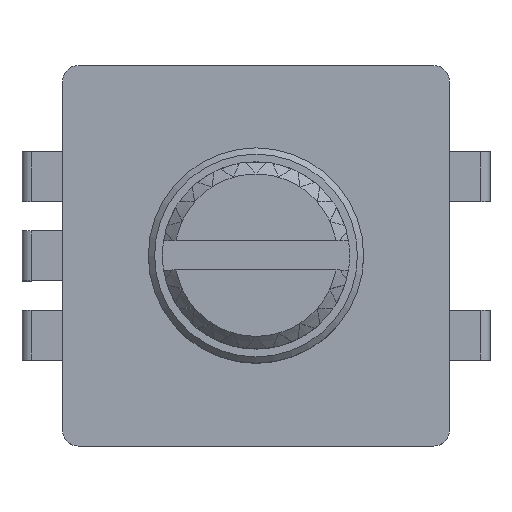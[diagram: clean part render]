
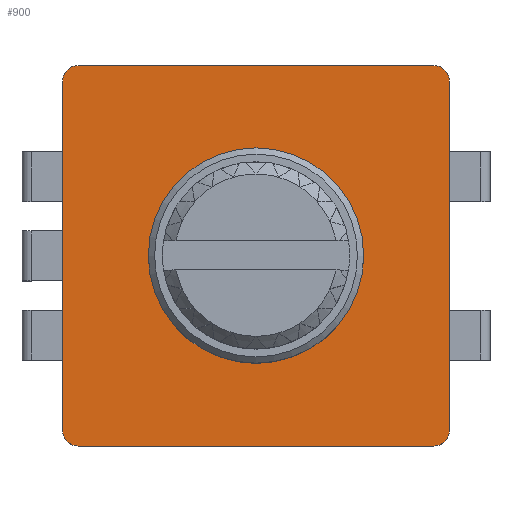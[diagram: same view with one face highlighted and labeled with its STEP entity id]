
A CAD part, top view. The second image highlights one B-rep face of the part: STEP entity #900.
In plain terms, the highlighted planar face has unit normal (0, 0, 1).
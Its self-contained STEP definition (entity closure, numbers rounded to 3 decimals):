
#743 = CYLINDRICAL_SURFACE('',#744,3.45);
#744 = AXIS2_PLACEMENT_3D('',#745,#746,#747);
#745 = CARTESIAN_POINT('',(0.,0.,4.3));
#746 = DIRECTION('',(0.,0.,1.));
#747 = DIRECTION('',(1.,0.,0.));
#794 = EDGE_CURVE('',#795,#795,#797,.T.);
#795 = VERTEX_POINT('',#796);
#796 = CARTESIAN_POINT('',(3.45,0.,4.6));
#797 = SURFACE_CURVE('',#798,(#803,#810),.PCURVE_S1.);
#798 = CIRCLE('',#799,3.45);
#799 = AXIS2_PLACEMENT_3D('',#800,#801,#802);
#800 = CARTESIAN_POINT('',(0.,0.,4.6));
#801 = DIRECTION('',(-0.,0.,1.));
#802 = DIRECTION('',(1.,0.,0.));
#803 = PCURVE('',#743,#804);
#804 = DEFINITIONAL_REPRESENTATION('',(#805),#809);
#805 = LINE('',#806,#807);
#806 = CARTESIAN_POINT('',(-6.283,0.3));
#807 = VECTOR('',#808,1.);
#808 = DIRECTION('',(1.,-0.));
#809 = ( GEOMETRIC_REPRESENTATION_CONTEXT(2) 
PARAMETRIC_REPRESENTATION_CONTEXT() REPRESENTATION_CONTEXT('2D SPACE',''
  ) );
#810 = PCURVE('',#811,#816);
#811 = PLANE('',#812);
#812 = AXIS2_PLACEMENT_3D('',#813,#814,#815);
#813 = CARTESIAN_POINT('',(-6.2,-5.6,4.6));
#814 = DIRECTION('',(0.,0.,1.));
#815 = DIRECTION('',(1.,0.,0.));
#816 = DEFINITIONAL_REPRESENTATION('',(#817),#821);
#817 = CIRCLE('',#818,3.45);
#818 = AXIS2_PLACEMENT_2D('',#819,#820);
#819 = CARTESIAN_POINT('',(6.2,5.6));
#820 = DIRECTION('',(1.,0.));
#821 = ( GEOMETRIC_REPRESENTATION_CONTEXT(2) 
PARAMETRIC_REPRESENTATION_CONTEXT() REPRESENTATION_CONTEXT('2D SPACE',''
  ) );
#900 = ADVANCED_FACE('',(#901,#1131),#811,.T.);
#901 = FACE_BOUND('',#902,.T.);
#902 = EDGE_LOOP('',(#903,#933,#962,#990,#1019,#1047,#1076,#1104));
#903 = ORIENTED_EDGE('',*,*,#904,.F.);
#904 = EDGE_CURVE('',#905,#907,#909,.T.);
#905 = VERTEX_POINT('',#906);
#906 = CARTESIAN_POINT('',(-6.2,-5.6,4.6));
#907 = VERTEX_POINT('',#908);
#908 = CARTESIAN_POINT('',(-6.2,5.6,4.6));
#909 = SURFACE_CURVE('',#910,(#914,#921),.PCURVE_S1.);
#910 = LINE('',#911,#912);
#911 = CARTESIAN_POINT('',(-6.2,-5.6,4.6));
#912 = VECTOR('',#913,1.);
#913 = DIRECTION('',(0.,1.,0.));
#914 = PCURVE('',#811,#915);
#915 = DEFINITIONAL_REPRESENTATION('',(#916),#920);
#916 = LINE('',#917,#918);
#917 = CARTESIAN_POINT('',(0.,0.));
#918 = VECTOR('',#919,1.);
#919 = DIRECTION('',(0.,1.));
#920 = ( GEOMETRIC_REPRESENTATION_CONTEXT(2) 
PARAMETRIC_REPRESENTATION_CONTEXT() REPRESENTATION_CONTEXT('2D SPACE',''
  ) );
#921 = PCURVE('',#922,#927);
#922 = PLANE('',#923);
#923 = AXIS2_PLACEMENT_3D('',#924,#925,#926);
#924 = CARTESIAN_POINT('',(-6.2,-5.6,0.));
#925 = DIRECTION('',(-1.,0.,0.));
#926 = DIRECTION('',(0.,1.,0.));
#927 = DEFINITIONAL_REPRESENTATION('',(#928),#932);
#928 = LINE('',#929,#930);
#929 = CARTESIAN_POINT('',(0.,-4.6));
#930 = VECTOR('',#931,1.);
#931 = DIRECTION('',(1.,0.));
#932 = ( GEOMETRIC_REPRESENTATION_CONTEXT(2) 
PARAMETRIC_REPRESENTATION_CONTEXT() REPRESENTATION_CONTEXT('2D SPACE',''
  ) );
#933 = ORIENTED_EDGE('',*,*,#934,.T.);
#934 = EDGE_CURVE('',#905,#935,#937,.T.);
#935 = VERTEX_POINT('',#936);
#936 = CARTESIAN_POINT('',(-5.7,-6.1,4.6));
#937 = SURFACE_CURVE('',#938,(#943,#950),.PCURVE_S1.);
#938 = CIRCLE('',#939,0.5);
#939 = AXIS2_PLACEMENT_3D('',#940,#941,#942);
#940 = CARTESIAN_POINT('',(-5.7,-5.6,4.6));
#941 = DIRECTION('',(0.,0.,1.));
#942 = DIRECTION('',(1.,0.,0.));
#943 = PCURVE('',#811,#944);
#944 = DEFINITIONAL_REPRESENTATION('',(#945),#949);
#945 = CIRCLE('',#946,0.5);
#946 = AXIS2_PLACEMENT_2D('',#947,#948);
#947 = CARTESIAN_POINT('',(0.5,0.));
#948 = DIRECTION('',(1.,0.));
#949 = ( GEOMETRIC_REPRESENTATION_CONTEXT(2) 
PARAMETRIC_REPRESENTATION_CONTEXT() REPRESENTATION_CONTEXT('2D SPACE',''
  ) );
#950 = PCURVE('',#951,#956);
#951 = CYLINDRICAL_SURFACE('',#952,0.5);
#952 = AXIS2_PLACEMENT_3D('',#953,#954,#955);
#953 = CARTESIAN_POINT('',(-5.7,-5.6,0.));
#954 = DIRECTION('',(-0.,-0.,-1.));
#955 = DIRECTION('',(1.,0.,0.));
#956 = DEFINITIONAL_REPRESENTATION('',(#957),#961);
#957 = LINE('',#958,#959);
#958 = CARTESIAN_POINT('',(-0.,-4.6));
#959 = VECTOR('',#960,1.);
#960 = DIRECTION('',(-1.,0.));
#961 = ( GEOMETRIC_REPRESENTATION_CONTEXT(2) 
PARAMETRIC_REPRESENTATION_CONTEXT() REPRESENTATION_CONTEXT('2D SPACE',''
  ) );
#962 = ORIENTED_EDGE('',*,*,#963,.F.);
#963 = EDGE_CURVE('',#964,#935,#966,.T.);
#964 = VERTEX_POINT('',#965);
#965 = CARTESIAN_POINT('',(5.7,-6.1,4.6));
#966 = SURFACE_CURVE('',#967,(#971,#978),.PCURVE_S1.);
#967 = LINE('',#968,#969);
#968 = CARTESIAN_POINT('',(5.7,-6.1,4.6));
#969 = VECTOR('',#970,1.);
#970 = DIRECTION('',(-1.,0.,0.));
#971 = PCURVE('',#811,#972);
#972 = DEFINITIONAL_REPRESENTATION('',(#973),#977);
#973 = LINE('',#974,#975);
#974 = CARTESIAN_POINT('',(11.9,-0.5));
#975 = VECTOR('',#976,1.);
#976 = DIRECTION('',(-1.,0.));
#977 = ( GEOMETRIC_REPRESENTATION_CONTEXT(2) 
PARAMETRIC_REPRESENTATION_CONTEXT() REPRESENTATION_CONTEXT('2D SPACE',''
  ) );
#978 = PCURVE('',#979,#984);
#979 = PLANE('',#980);
#980 = AXIS2_PLACEMENT_3D('',#981,#982,#983);
#981 = CARTESIAN_POINT('',(4.5,-6.1,0.));
#982 = DIRECTION('',(0.,-1.,0.));
#983 = DIRECTION('',(0.,0.,-1.));
#984 = DEFINITIONAL_REPRESENTATION('',(#985),#989);
#985 = LINE('',#986,#987);
#986 = CARTESIAN_POINT('',(-4.6,1.2));
#987 = VECTOR('',#988,1.);
#988 = DIRECTION('',(0.,-1.));
#989 = ( GEOMETRIC_REPRESENTATION_CONTEXT(2) 
PARAMETRIC_REPRESENTATION_CONTEXT() REPRESENTATION_CONTEXT('2D SPACE',''
  ) );
#990 = ORIENTED_EDGE('',*,*,#991,.T.);
#991 = EDGE_CURVE('',#964,#992,#994,.T.);
#992 = VERTEX_POINT('',#993);
#993 = CARTESIAN_POINT('',(6.2,-5.6,4.6));
#994 = SURFACE_CURVE('',#995,(#1000,#1007),.PCURVE_S1.);
#995 = CIRCLE('',#996,0.5);
#996 = AXIS2_PLACEMENT_3D('',#997,#998,#999);
#997 = CARTESIAN_POINT('',(5.7,-5.6,4.6));
#998 = DIRECTION('',(0.,0.,1.));
#999 = DIRECTION('',(1.,0.,0.));
#1000 = PCURVE('',#811,#1001);
#1001 = DEFINITIONAL_REPRESENTATION('',(#1002),#1006);
#1002 = CIRCLE('',#1003,0.5);
#1003 = AXIS2_PLACEMENT_2D('',#1004,#1005);
#1004 = CARTESIAN_POINT('',(11.9,0.));
#1005 = DIRECTION('',(1.,0.));
#1006 = ( GEOMETRIC_REPRESENTATION_CONTEXT(2) 
PARAMETRIC_REPRESENTATION_CONTEXT() REPRESENTATION_CONTEXT('2D SPACE',''
  ) );
#1007 = PCURVE('',#1008,#1013);
#1008 = CYLINDRICAL_SURFACE('',#1009,0.5);
#1009 = AXIS2_PLACEMENT_3D('',#1010,#1011,#1012);
#1010 = CARTESIAN_POINT('',(5.7,-5.6,0.));
#1011 = DIRECTION('',(-0.,-0.,-1.));
#1012 = DIRECTION('',(1.,0.,0.));
#1013 = DEFINITIONAL_REPRESENTATION('',(#1014),#1018);
#1014 = LINE('',#1015,#1016);
#1015 = CARTESIAN_POINT('',(-0.,-4.6));
#1016 = VECTOR('',#1017,1.);
#1017 = DIRECTION('',(-1.,0.));
#1018 = ( GEOMETRIC_REPRESENTATION_CONTEXT(2) 
PARAMETRIC_REPRESENTATION_CONTEXT() REPRESENTATION_CONTEXT('2D SPACE',''
  ) );
#1019 = ORIENTED_EDGE('',*,*,#1020,.F.);
#1020 = EDGE_CURVE('',#1021,#992,#1023,.T.);
#1021 = VERTEX_POINT('',#1022);
#1022 = CARTESIAN_POINT('',(6.2,5.6,4.6));
#1023 = SURFACE_CURVE('',#1024,(#1028,#1035),.PCURVE_S1.);
#1024 = LINE('',#1025,#1026);
#1025 = CARTESIAN_POINT('',(6.2,5.6,4.6));
#1026 = VECTOR('',#1027,1.);
#1027 = DIRECTION('',(0.,-1.,0.));
#1028 = PCURVE('',#811,#1029);
#1029 = DEFINITIONAL_REPRESENTATION('',(#1030),#1034);
#1030 = LINE('',#1031,#1032);
#1031 = CARTESIAN_POINT('',(12.4,11.2));
#1032 = VECTOR('',#1033,1.);
#1033 = DIRECTION('',(0.,-1.));
#1034 = ( GEOMETRIC_REPRESENTATION_CONTEXT(2) 
PARAMETRIC_REPRESENTATION_CONTEXT() REPRESENTATION_CONTEXT('2D SPACE',''
  ) );
#1035 = PCURVE('',#1036,#1041);
#1036 = PLANE('',#1037);
#1037 = AXIS2_PLACEMENT_3D('',#1038,#1039,#1040);
#1038 = CARTESIAN_POINT('',(6.2,5.6,0.));
#1039 = DIRECTION('',(1.,0.,0.));
#1040 = DIRECTION('',(0.,-1.,0.));
#1041 = DEFINITIONAL_REPRESENTATION('',(#1042),#1046);
#1042 = LINE('',#1043,#1044);
#1043 = CARTESIAN_POINT('',(0.,-4.6));
#1044 = VECTOR('',#1045,1.);
#1045 = DIRECTION('',(1.,0.));
#1046 = ( GEOMETRIC_REPRESENTATION_CONTEXT(2) 
PARAMETRIC_REPRESENTATION_CONTEXT() REPRESENTATION_CONTEXT('2D SPACE',''
  ) );
#1047 = ORIENTED_EDGE('',*,*,#1048,.T.);
#1048 = EDGE_CURVE('',#1021,#1049,#1051,.T.);
#1049 = VERTEX_POINT('',#1050);
#1050 = CARTESIAN_POINT('',(5.7,6.1,4.6));
#1051 = SURFACE_CURVE('',#1052,(#1057,#1064),.PCURVE_S1.);
#1052 = CIRCLE('',#1053,0.5);
#1053 = AXIS2_PLACEMENT_3D('',#1054,#1055,#1056);
#1054 = CARTESIAN_POINT('',(5.7,5.6,4.6));
#1055 = DIRECTION('',(0.,0.,1.));
#1056 = DIRECTION('',(1.,0.,0.));
#1057 = PCURVE('',#811,#1058);
#1058 = DEFINITIONAL_REPRESENTATION('',(#1059),#1063);
#1059 = CIRCLE('',#1060,0.5);
#1060 = AXIS2_PLACEMENT_2D('',#1061,#1062);
#1061 = CARTESIAN_POINT('',(11.9,11.2));
#1062 = DIRECTION('',(1.,0.));
#1063 = ( GEOMETRIC_REPRESENTATION_CONTEXT(2) 
PARAMETRIC_REPRESENTATION_CONTEXT() REPRESENTATION_CONTEXT('2D SPACE',''
  ) );
#1064 = PCURVE('',#1065,#1070);
#1065 = CYLINDRICAL_SURFACE('',#1066,0.5);
#1066 = AXIS2_PLACEMENT_3D('',#1067,#1068,#1069);
#1067 = CARTESIAN_POINT('',(5.7,5.6,0.));
#1068 = DIRECTION('',(-0.,-0.,-1.));
#1069 = DIRECTION('',(1.,0.,0.));
#1070 = DEFINITIONAL_REPRESENTATION('',(#1071),#1075);
#1071 = LINE('',#1072,#1073);
#1072 = CARTESIAN_POINT('',(-0.,-4.6));
#1073 = VECTOR('',#1074,1.);
#1074 = DIRECTION('',(-1.,0.));
#1075 = ( GEOMETRIC_REPRESENTATION_CONTEXT(2) 
PARAMETRIC_REPRESENTATION_CONTEXT() REPRESENTATION_CONTEXT('2D SPACE',''
  ) );
#1076 = ORIENTED_EDGE('',*,*,#1077,.F.);
#1077 = EDGE_CURVE('',#1078,#1049,#1080,.T.);
#1078 = VERTEX_POINT('',#1079);
#1079 = CARTESIAN_POINT('',(-5.7,6.1,4.6));
#1080 = SURFACE_CURVE('',#1081,(#1085,#1092),.PCURVE_S1.);
#1081 = LINE('',#1082,#1083);
#1082 = CARTESIAN_POINT('',(-5.7,6.1,4.6));
#1083 = VECTOR('',#1084,1.);
#1084 = DIRECTION('',(1.,0.,0.));
#1085 = PCURVE('',#811,#1086);
#1086 = DEFINITIONAL_REPRESENTATION('',(#1087),#1091);
#1087 = LINE('',#1088,#1089);
#1088 = CARTESIAN_POINT('',(0.5,11.7));
#1089 = VECTOR('',#1090,1.);
#1090 = DIRECTION('',(1.,0.));
#1091 = ( GEOMETRIC_REPRESENTATION_CONTEXT(2) 
PARAMETRIC_REPRESENTATION_CONTEXT() REPRESENTATION_CONTEXT('2D SPACE',''
  ) );
#1092 = PCURVE('',#1093,#1098);
#1093 = PLANE('',#1094);
#1094 = AXIS2_PLACEMENT_3D('',#1095,#1096,#1097);
#1095 = CARTESIAN_POINT('',(-4.5,6.1,4.3));
#1096 = DIRECTION('',(-0.,-1.,-0.));
#1097 = DIRECTION('',(0.,0.,-1.));
#1098 = DEFINITIONAL_REPRESENTATION('',(#1099),#1103);
#1099 = LINE('',#1100,#1101);
#1100 = CARTESIAN_POINT('',(-0.3,-1.2));
#1101 = VECTOR('',#1102,1.);
#1102 = DIRECTION('',(0.,1.));
#1103 = ( GEOMETRIC_REPRESENTATION_CONTEXT(2) 
PARAMETRIC_REPRESENTATION_CONTEXT() REPRESENTATION_CONTEXT('2D SPACE',''
  ) );
#1104 = ORIENTED_EDGE('',*,*,#1105,.T.);
#1105 = EDGE_CURVE('',#1078,#907,#1106,.T.);
#1106 = SURFACE_CURVE('',#1107,(#1112,#1119),.PCURVE_S1.);
#1107 = CIRCLE('',#1108,0.5);
#1108 = AXIS2_PLACEMENT_3D('',#1109,#1110,#1111);
#1109 = CARTESIAN_POINT('',(-5.7,5.6,4.6));
#1110 = DIRECTION('',(0.,0.,1.));
#1111 = DIRECTION('',(1.,0.,0.));
#1112 = PCURVE('',#811,#1113);
#1113 = DEFINITIONAL_REPRESENTATION('',(#1114),#1118);
#1114 = CIRCLE('',#1115,0.5);
#1115 = AXIS2_PLACEMENT_2D('',#1116,#1117);
#1116 = CARTESIAN_POINT('',(0.5,11.2));
#1117 = DIRECTION('',(1.,0.));
#1118 = ( GEOMETRIC_REPRESENTATION_CONTEXT(2) 
PARAMETRIC_REPRESENTATION_CONTEXT() REPRESENTATION_CONTEXT('2D SPACE',''
  ) );
#1119 = PCURVE('',#1120,#1125);
#1120 = CYLINDRICAL_SURFACE('',#1121,0.5);
#1121 = AXIS2_PLACEMENT_3D('',#1122,#1123,#1124);
#1122 = CARTESIAN_POINT('',(-5.7,5.6,0.));
#1123 = DIRECTION('',(-0.,-0.,-1.));
#1124 = DIRECTION('',(1.,0.,0.));
#1125 = DEFINITIONAL_REPRESENTATION('',(#1126),#1130);
#1126 = LINE('',#1127,#1128);
#1127 = CARTESIAN_POINT('',(-0.,-4.6));
#1128 = VECTOR('',#1129,1.);
#1129 = DIRECTION('',(-1.,0.));
#1130 = ( GEOMETRIC_REPRESENTATION_CONTEXT(2) 
PARAMETRIC_REPRESENTATION_CONTEXT() REPRESENTATION_CONTEXT('2D SPACE',''
  ) );
#1131 = FACE_BOUND('',#1132,.T.);
#1132 = EDGE_LOOP('',(#1133));
#1133 = ORIENTED_EDGE('',*,*,#794,.F.);
